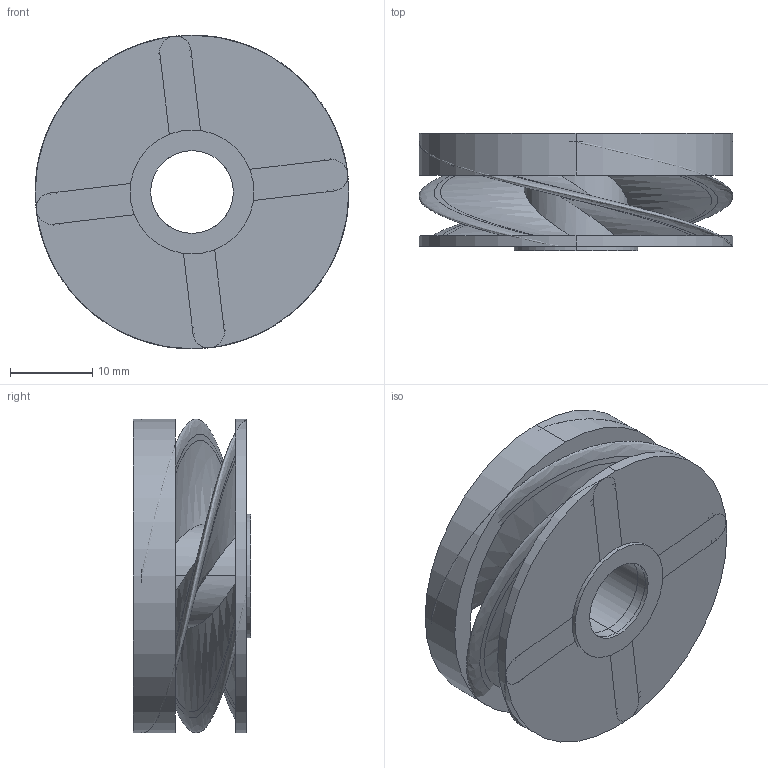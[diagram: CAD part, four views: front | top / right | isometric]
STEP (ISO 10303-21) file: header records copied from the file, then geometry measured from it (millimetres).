
FILE_DESCRIPTION (( 'STEP AP214' ), '1' );
FILE_NAME ('[TP] [Pump] [Fuel] Inducer.STEP', '2024-03-28T10:01:20', ( '' ), ( '' ), 'SwSTEP 2.0', 'SolidWorks 2023', '' );
FILE_SCHEMA (( 'AUTOMOTIVE_DESIGN' ));
Length unit declared in the file: inch
Products named in the file (1): [TP] [Pump] [Fuel] Inducer
Bounding box: 38.1 x 14.22 x 38.1 mm (x, y, z)
Volume: 6375.3 mm3; surface area: 9651.5 mm2
Topology: 3 solids, 3 shells, 55 faces, 132 edges, 82 vertices
Faces by surface type: bspline 20, cylinder 16, plane 15, torus 4
Entity records: 3384 total; most frequent: CARTESIAN_POINT 2250, ORIENTED_EDGE 264, DIRECTION 185, EDGE_CURVE 132, AXIS2_PLACEMENT_3D 84, VERTEX_POINT 82, EDGE_LOOP 60, ADVANCED_FACE 55
